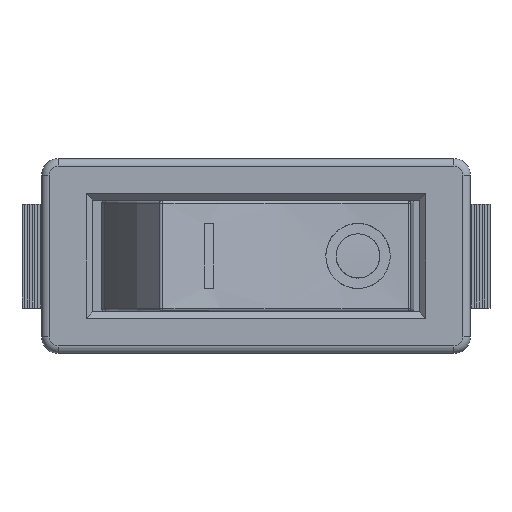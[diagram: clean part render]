
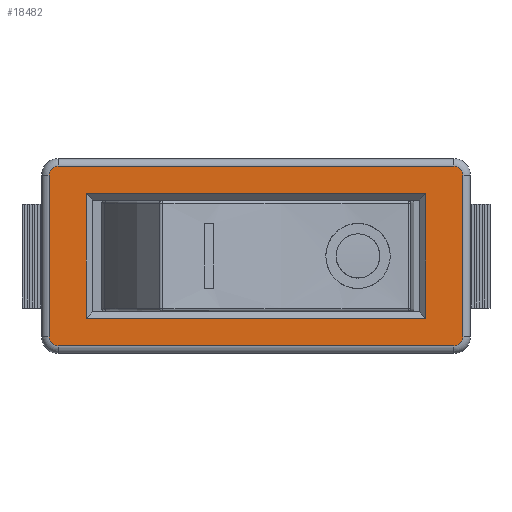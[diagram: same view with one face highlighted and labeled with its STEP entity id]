
A CAD part, top view. The second image highlights one B-rep face of the part: STEP entity #18482.
In plain terms, the highlighted planar face has unit normal (0, 0, 1).
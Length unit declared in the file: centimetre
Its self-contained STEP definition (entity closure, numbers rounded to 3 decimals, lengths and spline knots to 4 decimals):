
#1116=FACE_BOUND('',#3193,.T.);
#2099=FACE_OUTER_BOUND('',#3192,.T.);
#3192=EDGE_LOOP('',(#16716,#16717,#16718,#16719,#16720,#16721,#16722,#16723));
#3193=EDGE_LOOP('',(#16724,#16725,#16726,#16727));
#3357=CIRCLE('',#19325,0.07);
#3358=CIRCLE('',#19326,0.07);
#3359=CIRCLE('',#19327,0.07);
#3360=CIRCLE('',#19328,0.07);
#5223=LINE('',#33913,#7111);
#5227=LINE('',#33920,#7115);
#5230=LINE('',#33926,#7118);
#5232=LINE('',#33929,#7120);
#5238=LINE('',#33943,#7126);
#5239=LINE('',#33947,#7127);
#5240=LINE('',#33951,#7128);
#5241=LINE('',#33955,#7129);
#7111=VECTOR('',#22812,1.);
#7115=VECTOR('',#22818,1.);
#7118=VECTOR('',#22823,1.);
#7120=VECTOR('',#22827,1.);
#7126=VECTOR('',#22839,1.);
#7127=VECTOR('',#22842,1.);
#7128=VECTOR('',#22845,1.);
#7129=VECTOR('',#22848,1.);
#8876=VERTEX_POINT('',#33910);
#8877=VERTEX_POINT('',#33912);
#8879=VERTEX_POINT('',#33918);
#8881=VERTEX_POINT('',#33924);
#8885=VERTEX_POINT('',#33941);
#8886=VERTEX_POINT('',#33942);
#8887=VERTEX_POINT('',#33944);
#8888=VERTEX_POINT('',#33946);
#8889=VERTEX_POINT('',#33948);
#8890=VERTEX_POINT('',#33950);
#8891=VERTEX_POINT('',#33952);
#8892=VERTEX_POINT('',#33954);
#11509=EDGE_CURVE('',#8876,#8877,#5223,.T.);
#11513=EDGE_CURVE('',#8879,#8876,#5227,.T.);
#11516=EDGE_CURVE('',#8881,#8879,#5230,.T.);
#11518=EDGE_CURVE('',#8877,#8881,#5232,.T.);
#11524=EDGE_CURVE('',#8885,#8886,#5238,.T.);
#11525=EDGE_CURVE('',#8887,#8885,#3357,.T.);
#11526=EDGE_CURVE('',#8888,#8887,#5239,.T.);
#11527=EDGE_CURVE('',#8889,#8888,#3358,.T.);
#11528=EDGE_CURVE('',#8890,#8889,#5240,.T.);
#11529=EDGE_CURVE('',#8891,#8890,#3359,.T.);
#11530=EDGE_CURVE('',#8892,#8891,#5241,.T.);
#11531=EDGE_CURVE('',#8886,#8892,#3360,.T.);
#16716=ORIENTED_EDGE('',*,*,#11524,.F.);
#16717=ORIENTED_EDGE('',*,*,#11525,.F.);
#16718=ORIENTED_EDGE('',*,*,#11526,.F.);
#16719=ORIENTED_EDGE('',*,*,#11527,.F.);
#16720=ORIENTED_EDGE('',*,*,#11528,.F.);
#16721=ORIENTED_EDGE('',*,*,#11529,.F.);
#16722=ORIENTED_EDGE('',*,*,#11530,.F.);
#16723=ORIENTED_EDGE('',*,*,#11531,.F.);
#16724=ORIENTED_EDGE('',*,*,#11509,.F.);
#16725=ORIENTED_EDGE('',*,*,#11513,.F.);
#16726=ORIENTED_EDGE('',*,*,#11516,.F.);
#16727=ORIENTED_EDGE('',*,*,#11518,.F.);
#17496=PLANE('',#19324);
#18482=ADVANCED_FACE('',(#2099,#1116),#17496,.T.);
#19324=AXIS2_PLACEMENT_3D('',#33940,#22837,#22838);
#19325=AXIS2_PLACEMENT_3D('',#33945,#22840,#22841);
#19326=AXIS2_PLACEMENT_3D('',#33949,#22843,#22844);
#19327=AXIS2_PLACEMENT_3D('',#33953,#22846,#22847);
#19328=AXIS2_PLACEMENT_3D('',#33956,#22849,#22850);
#22812=DIRECTION('',(1.,0.,0.));
#22818=DIRECTION('',(0.,-1.,0.));
#22823=DIRECTION('',(-1.,0.,0.));
#22827=DIRECTION('',(0.,1.,0.));
#22837=DIRECTION('center_axis',(0.,0.,
1.));
#22838=DIRECTION('ref_axis',(1.,0.,0.));
#22839=DIRECTION('',(0.,1.,0.));
#22840=DIRECTION('center_axis',(0.,0.,
-1.));
#22841=DIRECTION('ref_axis',(-0.707,-0.707,0.));
#22842=DIRECTION('',(-1.,0.,0.));
#22843=DIRECTION('center_axis',(0.,0.,
-1.));
#22844=DIRECTION('ref_axis',(0.707,-0.707,0.));
#22845=DIRECTION('',(0.,-1.,0.));
#22846=DIRECTION('center_axis',(0.,0.,
-1.));
#22847=DIRECTION('ref_axis',(0.707,0.707,0.));
#22848=DIRECTION('',(1.,0.,0.));
#22849=DIRECTION('center_axis',(0.,0.,
-1.));
#22850=DIRECTION('ref_axis',(-0.707,0.707,0.));
#33910=CARTESIAN_POINT('',(-1.305,-0.48,1.9));
#33912=CARTESIAN_POINT('',(1.305,-0.48,1.9));
#33913=CARTESIAN_POINT('',(0.6775,-0.48,1.9));
#33918=CARTESIAN_POINT('',(-1.305,0.48,1.9));
#33920=CARTESIAN_POINT('',(-1.305,-0.265,1.9));
#33924=CARTESIAN_POINT('',(1.305,0.48,1.9));
#33926=CARTESIAN_POINT('',(-0.6775,0.48,1.9));
#33929=CARTESIAN_POINT('',(1.305,0.265,1.9));
#33940=CARTESIAN_POINT('Origin',(0.,0.,
1.9));
#33941=CARTESIAN_POINT('',(-1.59,-0.62,1.9));
#33942=CARTESIAN_POINT('',(-1.59,0.62,1.9));
#33943=CARTESIAN_POINT('',(-1.59,-0.31,1.9));
#33944=CARTESIAN_POINT('',(-1.52,-0.69,1.9));
#33945=CARTESIAN_POINT('Origin',(-1.52,-0.62,1.9));
#33946=CARTESIAN_POINT('',(1.52,-0.69,1.9));
#33947=CARTESIAN_POINT('',(0.76,-0.69,1.9));
#33948=CARTESIAN_POINT('',(1.59,-0.62,1.9));
#33949=CARTESIAN_POINT('Origin',(1.52,-0.62,1.9));
#33950=CARTESIAN_POINT('',(1.59,0.62,1.9));
#33951=CARTESIAN_POINT('',(1.59,0.31,1.9));
#33952=CARTESIAN_POINT('',(1.52,0.69,1.9));
#33953=CARTESIAN_POINT('Origin',(1.52,0.62,1.9));
#33954=CARTESIAN_POINT('',(-1.52,0.69,1.9));
#33955=CARTESIAN_POINT('',(-0.76,0.69,1.9));
#33956=CARTESIAN_POINT('Origin',(-1.52,0.62,1.9));
